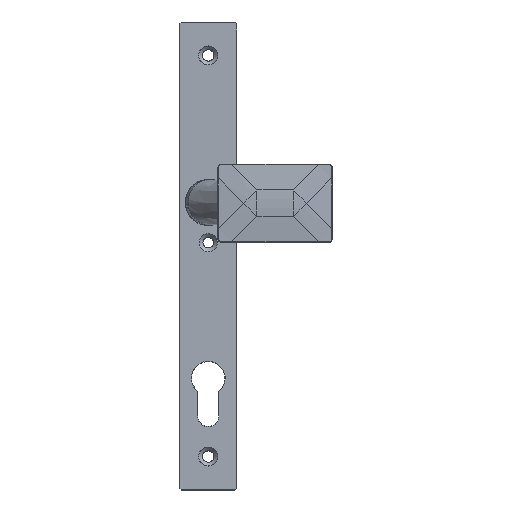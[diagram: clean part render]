
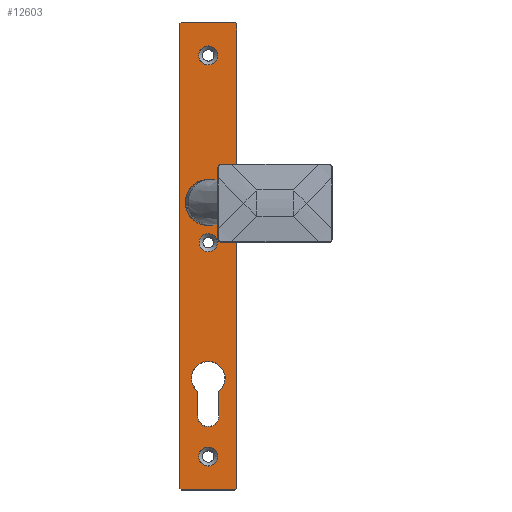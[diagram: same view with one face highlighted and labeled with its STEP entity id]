
A CAD part, top view. The second image highlights one B-rep face of the part: STEP entity #12603.
In plain terms, the highlighted planar face has unit normal (0, 0, 1).
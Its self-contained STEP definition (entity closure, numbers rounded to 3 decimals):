
#251 = VERTEX_POINT ( 'NONE', #9940 ) ;
#375 = DIRECTION ( 'NONE',  ( 1., 0., 0. ) ) ;
#601 = ORIENTED_EDGE ( 'NONE', *, *, #10530, .T. ) ;
#664 = VECTOR ( 'NONE', #12740, 1000. ) ;
#880 = DIRECTION ( 'NONE',  ( 0., -1., 0. ) ) ;
#977 = DIRECTION ( 'NONE',  ( 0.707, 0.707, 0. ) ) ;
#1049 = DIRECTION ( 'NONE',  ( 0., 0., -1. ) ) ;
#1084 = ORIENTED_EDGE ( 'NONE', *, *, #4608, .T. ) ;
#1174 = AXIS2_PLACEMENT_3D ( 'NONE', #2045, #9672, #8570 ) ;
#1213 = CARTESIAN_POINT ( 'NONE',  ( -5.6, -34.353, 10. ) ) ;
#1243 = VERTEX_POINT ( 'NONE', #11002 ) ;
#1246 = VERTEX_POINT ( 'NONE', #2298 ) ;
#1302 = DIRECTION ( 'NONE',  ( -0.707, -0.707, 0. ) ) ;
#1402 = CARTESIAN_POINT ( 'NONE',  ( 0., 141.5, 10. ) ) ;
#1470 = CARTESIAN_POINT ( 'NONE',  ( 13.959, 158.9, 10. ) ) ;
#1625 = EDGE_CURVE ( 'NONE', #6719, #6246, #6189, .T. ) ;
#1712 = VECTOR ( 'NONE', #12450, 1000. ) ;
#1866 = CARTESIAN_POINT ( 'NONE',  ( 86.429, 86.429, 10. ) ) ;
#1954 = ORIENTED_EDGE ( 'NONE', *, *, #12768, .T. ) ;
#2045 = CARTESIAN_POINT ( 'NONE',  ( 0., 43.5, 10. ) ) ;
#2164 = EDGE_CURVE ( 'NONE', #4545, #8336, #6330, .T. ) ;
#2298 = CARTESIAN_POINT ( 'NONE',  ( -13.959, 158.9, 10. ) ) ;
#2319 = CIRCLE ( 'NONE', #12382, 4.991 ) ;
#2355 = ORIENTED_EDGE ( 'NONE', *, *, #2164, .T. ) ;
#2391 = AXIS2_PLACEMENT_3D ( 'NONE', #12939, #7466, #10830 ) ;
#2593 = DIRECTION ( 'NONE',  ( 0., 0., -1. ) ) ;
#2667 = CARTESIAN_POINT ( 'NONE',  ( 0., -47.25, 10. ) ) ;
#2933 = CIRCLE ( 'NONE', #3533, 8.85 ) ;
#2985 = ORIENTED_EDGE ( 'NONE', *, *, #7888, .T. ) ;
#3061 = DIRECTION ( 'NONE',  ( 0., 1., 0. ) ) ;
#3100 = VECTOR ( 'NONE', #8787, 1000. ) ;
#3141 = CARTESIAN_POINT ( 'NONE',  ( 0., -27.5, 10. ) ) ;
#3142 = CARTESIAN_POINT ( 'NONE',  ( 49.929, -49.929, 10. ) ) ;
#3173 = EDGE_CURVE ( 'NONE', #1246, #10643, #8034, .T. ) ;
#3208 = CIRCLE ( 'NONE', #9583, 4.991 ) ;
#3306 = CARTESIAN_POINT ( 'NONE',  ( 4.991, -68.5, 10. ) ) ;
#3333 = VECTOR ( 'NONE', #977, 1000. ) ;
#3382 = EDGE_LOOP ( 'NONE', ( #11812 ) ) ;
#3533 = AXIS2_PLACEMENT_3D ( 'NONE', #3141, #9523, #5333 ) ;
#3551 = CARTESIAN_POINT ( 'NONE',  ( -14.9, 157.959, 10. ) ) ;
#3555 = VECTOR ( 'NONE', #13250, 1000. ) ;
#3711 = EDGE_CURVE ( 'NONE', #10982, #9471, #2933, .T. ) ;
#4040 = FACE_BOUND ( 'NONE', #13355, .T. ) ;
#4212 = VECTOR ( 'NONE', #13228, 1000. ) ;
#4545 = VERTEX_POINT ( 'NONE', #10324 ) ;
#4608 = EDGE_CURVE ( 'NONE', #5607, #4727, #6322, .T. ) ;
#4727 = VERTEX_POINT ( 'NONE', #11499 ) ;
#4882 = FACE_OUTER_BOUND ( 'NONE', #7896, .T. ) ;
#4894 = EDGE_CURVE ( 'NONE', #10643, #4545, #6643, .T. ) ;
#5006 = CARTESIAN_POINT ( 'NONE',  ( -14., 158.9, 10. ) ) ;
#5215 = VERTEX_POINT ( 'NONE', #11980 ) ;
#5333 = DIRECTION ( 'NONE',  ( 1., 0., 0. ) ) ;
#5427 = EDGE_CURVE ( 'NONE', #8336, #1243, #10043, .T. ) ;
#5529 = EDGE_LOOP ( 'NONE', ( #601 ) ) ;
#5607 = VERTEX_POINT ( 'NONE', #12352 ) ;
#5610 = CARTESIAN_POINT ( 'NONE',  ( -86.429, 86.429, 10. ) ) ;
#6054 = ORIENTED_EDGE ( 'NONE', *, *, #10270, .T. ) ;
#6169 = EDGE_LOOP ( 'NONE', ( #6054 ) ) ;
#6189 = LINE ( 'NONE', #8123, #11935 ) ;
#6227 = LINE ( 'NONE', #3142, #3333 ) ;
#6246 = VERTEX_POINT ( 'NONE', #8573 ) ;
#6273 = VECTOR ( 'NONE', #12926, 1000. ) ;
#6322 = CIRCLE ( 'NONE', #11918, 5.6 ) ;
#6330 = LINE ( 'NONE', #8880, #3100 ) ;
#6402 = LINE ( 'NONE', #11008, #4212 ) ;
#6643 = LINE ( 'NONE', #7403, #7164 ) ;
#6719 = VERTEX_POINT ( 'NONE', #11650 ) ;
#7006 = DIRECTION ( 'NONE',  ( 1., 0., 0. ) ) ;
#7164 = VECTOR ( 'NONE', #880, 1000. ) ;
#7245 = FACE_BOUND ( 'NONE', #8923, .T. ) ;
#7403 = CARTESIAN_POINT ( 'NONE',  ( -14.9, -85., 10. ) ) ;
#7407 = FACE_BOUND ( 'NONE', #6169, .T. ) ;
#7421 = CIRCLE ( 'NONE', #1174, 4.791 ) ;
#7466 = DIRECTION ( 'NONE',  ( 0., 0., 1. ) ) ;
#7888 = EDGE_CURVE ( 'NONE', #13174, #1246, #9515, .T. ) ;
#7896 = EDGE_LOOP ( 'NONE', ( #9983, #11317, #2985, #10285, #13984, #2355, #12302, #1954 ) ) ;
#8034 = LINE ( 'NONE', #5610, #11243 ) ;
#8123 = CARTESIAN_POINT ( 'NONE',  ( 14.9, 158., 10. ) ) ;
#8125 = ORIENTED_EDGE ( 'NONE', *, *, #8790, .T. ) ;
#8154 = DIRECTION ( 'NONE',  ( 0., 0., -1. ) ) ;
#8254 = DIRECTION ( 'NONE',  ( 0., 0., -1. ) ) ;
#8297 = FACE_BOUND ( 'NONE', #3382, .T. ) ;
#8336 = VERTEX_POINT ( 'NONE', #12821 ) ;
#8405 = AXIS2_PLACEMENT_3D ( 'NONE', #12589, #8254, #7006 ) ;
#8552 = EDGE_CURVE ( 'NONE', #6246, #13174, #10525, .T. ) ;
#8570 = DIRECTION ( 'NONE',  ( 1., 0., 0. ) ) ;
#8573 = CARTESIAN_POINT ( 'NONE',  ( 14.9, 157.959, 10. ) ) ;
#8609 = CIRCLE ( 'NONE', #8405, 9.9 ) ;
#8787 = DIRECTION ( 'NONE',  ( 0.707, -0.707, 0. ) ) ;
#8790 = EDGE_CURVE ( 'NONE', #13147, #13147, #3208, .T. ) ;
#8880 = CARTESIAN_POINT ( 'NONE',  ( -49.929, -49.929, 10. ) ) ;
#8923 = EDGE_LOOP ( 'NONE', ( #8125 ) ) ;
#9045 = CARTESIAN_POINT ( 'NONE',  ( 5.6, 0., 10. ) ) ;
#9261 = EDGE_CURVE ( 'NONE', #9471, #5607, #13723, .T. ) ;
#9471 = VERTEX_POINT ( 'NONE', #12990 ) ;
#9515 = LINE ( 'NONE', #5006, #6273 ) ;
#9523 = DIRECTION ( 'NONE',  ( 0., 0., -1. ) ) ;
#9583 = AXIS2_PLACEMENT_3D ( 'NONE', #13998, #1049, #11982 ) ;
#9672 = DIRECTION ( 'NONE',  ( 0., 0., -1. ) ) ;
#9806 = CARTESIAN_POINT ( 'NONE',  ( 4.991, 141.5, 10. ) ) ;
#9940 = CARTESIAN_POINT ( 'NONE',  ( 9.9, 64.5, 10. ) ) ;
#9941 = VERTEX_POINT ( 'NONE', #9806 ) ;
#9983 = ORIENTED_EDGE ( 'NONE', *, *, #1625, .T. ) ;
#10043 = LINE ( 'NONE', #11168, #1712 ) ;
#10270 = EDGE_CURVE ( 'NONE', #9941, #9941, #2319, .T. ) ;
#10271 = ORIENTED_EDGE ( 'NONE', *, *, #9261, .T. ) ;
#10285 = ORIENTED_EDGE ( 'NONE', *, *, #3173, .T. ) ;
#10320 = ORIENTED_EDGE ( 'NONE', *, *, #10880, .T. ) ;
#10324 = CARTESIAN_POINT ( 'NONE',  ( -14.9, -84.959, 10. ) ) ;
#10525 = LINE ( 'NONE', #1866, #664 ) ;
#10530 = EDGE_CURVE ( 'NONE', #5215, #5215, #7421, .T. ) ;
#10643 = VERTEX_POINT ( 'NONE', #3551 ) ;
#10830 = DIRECTION ( 'NONE',  ( 1., 0., 0. ) ) ;
#10880 = EDGE_CURVE ( 'NONE', #4727, #10982, #6402, .T. ) ;
#10982 = VERTEX_POINT ( 'NONE', #1213 ) ;
#11002 = CARTESIAN_POINT ( 'NONE',  ( 13.959, -85.9, 10. ) ) ;
#11006 = ORIENTED_EDGE ( 'NONE', *, *, #3711, .T. ) ;
#11008 = CARTESIAN_POINT ( 'NONE',  ( -5.6, 0., 10. ) ) ;
#11168 = CARTESIAN_POINT ( 'NONE',  ( 14., -85.9, 10. ) ) ;
#11243 = VECTOR ( 'NONE', #1302, 1000. ) ;
#11317 = ORIENTED_EDGE ( 'NONE', *, *, #8552, .T. ) ;
#11499 = CARTESIAN_POINT ( 'NONE',  ( -5.6, -47.25, 10. ) ) ;
#11650 = CARTESIAN_POINT ( 'NONE',  ( 14.9, -84.959, 10. ) ) ;
#11812 = ORIENTED_EDGE ( 'NONE', *, *, #12137, .T. ) ;
#11918 = AXIS2_PLACEMENT_3D ( 'NONE', #2667, #8154, #375 ) ;
#11935 = VECTOR ( 'NONE', #3061, 1000. ) ;
#11958 = PLANE ( 'NONE',  #2391 ) ;
#11980 = CARTESIAN_POINT ( 'NONE',  ( 4.791, 43.5, 10. ) ) ;
#11982 = DIRECTION ( 'NONE',  ( 1., 0., 0. ) ) ;
#12137 = EDGE_CURVE ( 'NONE', #251, #251, #8609, .T. ) ;
#12302 = ORIENTED_EDGE ( 'NONE', *, *, #5427, .T. ) ;
#12315 = DIRECTION ( 'NONE',  ( 1., 0., 0. ) ) ;
#12352 = CARTESIAN_POINT ( 'NONE',  ( 5.6, -47.25, 10. ) ) ;
#12382 = AXIS2_PLACEMENT_3D ( 'NONE', #1402, #2593, #12315 ) ;
#12450 = DIRECTION ( 'NONE',  ( 1., 0., 0. ) ) ;
#12589 = CARTESIAN_POINT ( 'NONE',  ( 0., 64.5, 10. ) ) ;
#12603 = ADVANCED_FACE ( 'NONE', ( #4882, #14006, #8297, #4040, #7245, #7407 ), #11958, .T. ) ;
#12740 = DIRECTION ( 'NONE',  ( -0.707, 0.707, 0. ) ) ;
#12768 = EDGE_CURVE ( 'NONE', #1243, #6719, #6227, .T. ) ;
#12821 = CARTESIAN_POINT ( 'NONE',  ( -13.959, -85.9, 10. ) ) ;
#12926 = DIRECTION ( 'NONE',  ( -1., 0., 0. ) ) ;
#12939 = CARTESIAN_POINT ( 'NONE',  ( 0., 0., 10. ) ) ;
#12990 = CARTESIAN_POINT ( 'NONE',  ( 5.6, -34.353, 10. ) ) ;
#13147 = VERTEX_POINT ( 'NONE', #3306 ) ;
#13174 = VERTEX_POINT ( 'NONE', #1470 ) ;
#13228 = DIRECTION ( 'NONE',  ( 0., 1., 0. ) ) ;
#13250 = DIRECTION ( 'NONE',  ( 0., -1., 0. ) ) ;
#13355 = EDGE_LOOP ( 'NONE', ( #10320, #11006, #10271, #1084 ) ) ;
#13723 = LINE ( 'NONE', #9045, #3555 ) ;
#13984 = ORIENTED_EDGE ( 'NONE', *, *, #4894, .T. ) ;
#13998 = CARTESIAN_POINT ( 'NONE',  ( 0., -68.5, 10. ) ) ;
#14006 = FACE_BOUND ( 'NONE', #5529, .T. ) ;
